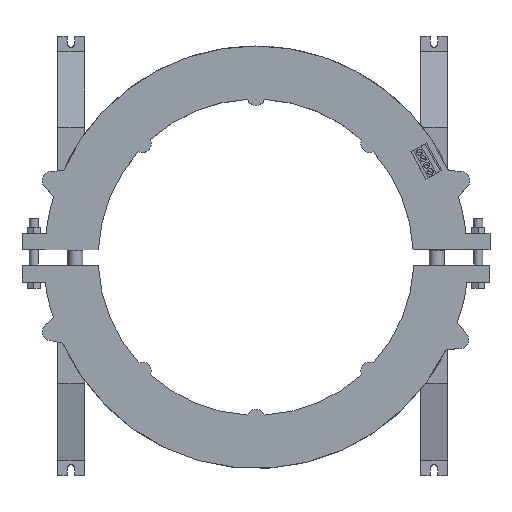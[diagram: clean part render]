
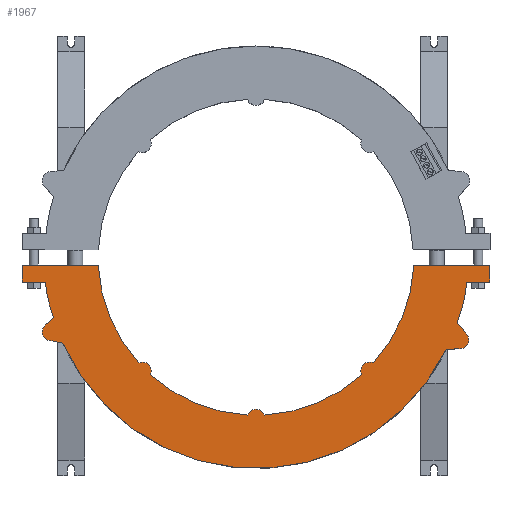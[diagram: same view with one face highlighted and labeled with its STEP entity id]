
A CAD part, top view. The second image highlights one B-rep face of the part: STEP entity #1967.
In plain terms, the highlighted planar face has unit normal (0, 0, 1).
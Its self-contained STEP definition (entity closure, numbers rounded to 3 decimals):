
#912=CARTESIAN_POINT('',(141.579,123.068,36.0));
#913=VERTEX_POINT('',#912);
#928=CARTESIAN_POINT('',(156.857,123.068,36.0));
#929=VERTEX_POINT('',#928);
#936=CARTESIAN_POINT('',(141.579,123.068,36.0));
#937=DIRECTION('',(1.0,0.0,0.0));
#938=VECTOR('',#937,15.278);
#939=LINE('',#936,#938);
#940=EDGE_CURVE('',#913,#929,#939,.T.);
#950=CARTESIAN_POINT('',(156.857,134.068,36.0));
#951=VERTEX_POINT('',#950);
#952=CARTESIAN_POINT('',(156.857,123.068,36.0));
#953=DIRECTION('',(0.0,1.0,0.0));
#954=VECTOR('',#953,11.0);
#955=LINE('',#952,#954);
#956=EDGE_CURVE('',#929,#951,#955,.T.);
#982=CARTESIAN_POINT('',(135.066,96.388,36.0));
#983=VERTEX_POINT('',#982);
#984=CARTESIAN_POINT('',(43.49,132.88,36.0));
#985=DIRECTION('',(0.0,0.0,-1.0));
#986=DIRECTION('',(0.983,-0.183,0.0));
#987=AXIS2_PLACEMENT_3D('',#984,#985,#986);
#988=CIRCLE('',#987,98.579);
#989=EDGE_CURVE('',#913,#983,#988,.T.);
#1022=CARTESIAN_POINT('',(106.594,134.068,36.0));
#1023=VERTEX_POINT('',#1022);
#1030=CARTESIAN_POINT('',(156.857,134.068,36.0));
#1031=DIRECTION('',(-1.0,0.0,0.0));
#1032=VECTOR('',#1031,50.263);
#1033=LINE('',#1030,#1032);
#1034=EDGE_CURVE('',#951,#1023,#1033,.T.);
#1071=CARTESIAN_POINT('',(136.138,79.062,36.0));
#1072=VERTEX_POINT('',#1071);
#1079=CARTESIAN_POINT('',(127.883,78.606,36.0));
#1080=VERTEX_POINT('',#1079);
#1081=CARTESIAN_POINT('',(136.138,79.062,36.0));
#1082=DIRECTION('',(-0.998,-0.055,0.0));
#1083=VECTOR('',#1082,8.268);
#1084=LINE('',#1081,#1083);
#1085=EDGE_CURVE('',#1072,#1080,#1084,.T.);
#1111=CARTESIAN_POINT('',(-125.233,82.762,36.0));
#1112=VERTEX_POINT('',#1111);
#1113=CARTESIAN_POINT('',(2.292,139.599,36.0));
#1114=DIRECTION('',(0.0,0.0,-1.0));
#1115=DIRECTION('',(-0.016,-1.,0.0));
#1116=AXIS2_PLACEMENT_3D('',#1113,#1114,#1115);
#1117=CIRCLE('',#1116,139.618);
#1118=EDGE_CURVE('',#1080,#1112,#1117,.T.);
#1177=CARTESIAN_POINT('',(-67.424,61.863,36.0));
#1178=VERTEX_POINT('',#1177);
#1179=CARTESIAN_POINT('',(-3.27,35.267,36.0));
#1180=VERTEX_POINT('',#1179);
#1181=CARTESIAN_POINT('',(2.352,139.499,36.0));
#1182=DIRECTION('',(0.0,0.0,1.0));
#1183=DIRECTION('',(-0.383,-0.924,0.0));
#1184=AXIS2_PLACEMENT_3D('',#1181,#1182,#1183);
#1185=CIRCLE('',#1184,104.384);
#1186=EDGE_CURVE('',#1178,#1180,#1185,.T.);
#1219=CARTESIAN_POINT('',(7.86,35.261,36.0));
#1220=VERTEX_POINT('',#1219);
#1221=CARTESIAN_POINT('',(2.294,33.132,36.0));
#1222=DIRECTION('',(0.0,0.0,-1.0));
#1223=DIRECTION('',(0.001,1.,0.0));
#1224=AXIS2_PLACEMENT_3D('',#1221,#1222,#1223);
#1225=CIRCLE('',#1224,5.959);
#1226=EDGE_CURVE('',#1180,#1220,#1225,.T.);
#1252=CARTESIAN_POINT('',(72.045,61.79,36.0));
#1253=VERTEX_POINT('',#1252);
#1254=CARTESIAN_POINT('',(2.352,139.499,36.0));
#1255=DIRECTION('',(0.0,0.0,1.0));
#1256=DIRECTION('',(0.382,-0.924,0.0));
#1257=AXIS2_PLACEMENT_3D('',#1254,#1255,#1256);
#1258=CIRCLE('',#1257,104.384);
#1259=EDGE_CURVE('',#1220,#1253,#1258,.T.);
#1285=CARTESIAN_POINT('',(79.953,69.685,36.0));
#1286=VERTEX_POINT('',#1285);
#1287=CARTESIAN_POINT('',(77.464,64.27,36.0));
#1288=DIRECTION('',(0.0,0.0,-1.0));
#1289=DIRECTION('',(-0.707,0.708,0.0));
#1290=AXIS2_PLACEMENT_3D('',#1287,#1288,#1289);
#1291=CIRCLE('',#1290,5.959);
#1292=EDGE_CURVE('',#1253,#1286,#1291,.T.);
#1318=CARTESIAN_POINT('',(2.352,139.499,36.0));
#1319=DIRECTION('',(0.0,0.0,1.0));
#1320=DIRECTION('',(0.924,-0.382,0.0));
#1321=AXIS2_PLACEMENT_3D('',#1318,#1319,#1320);
#1322=CIRCLE('',#1321,104.384);
#1323=EDGE_CURVE('',#1286,#1023,#1322,.T.);
#1342=CARTESIAN_POINT('',(140.803,89.48,36.0));
#1343=VERTEX_POINT('',#1342);
#1344=CARTESIAN_POINT('',(135.066,96.388,36.0));
#1345=DIRECTION('',(0.639,-0.769,0.0));
#1346=VECTOR('',#1345,8.981);
#1347=LINE('',#1344,#1346);
#1348=EDGE_CURVE('',#983,#1343,#1347,.T.);
#1373=CARTESIAN_POINT('',(136.901,84.974,36.0));
#1374=DIRECTION('',(0.0,0.0,-1.0));
#1375=DIRECTION('',(0.913,-0.409,0.0));
#1376=AXIS2_PLACEMENT_3D('',#1373,#1374,#1375);
#1377=CIRCLE('',#1376,5.961);
#1378=EDGE_CURVE('',#1343,#1072,#1377,.T.);
#1406=CARTESIAN_POINT('',(-133.158,84.4,36.0));
#1407=VERTEX_POINT('',#1406);
#1408=CARTESIAN_POINT('',(-125.233,82.762,36.0));
#1409=DIRECTION('',(-0.979,0.202,0.0));
#1410=VECTOR('',#1409,8.092);
#1411=LINE('',#1408,#1410);
#1412=EDGE_CURVE('',#1112,#1407,#1411,.T.);
#1444=CARTESIAN_POINT('',(-136.091,95.403,36.0));
#1445=VERTEX_POINT('',#1444);
#1446=CARTESIAN_POINT('',(-132.921,90.355,36.0));
#1447=DIRECTION('',(0.0,0.0,-1.0));
#1448=DIRECTION('',(-0.966,-0.258,0.0));
#1449=AXIS2_PLACEMENT_3D('',#1446,#1447,#1448);
#1450=CIRCLE('',#1449,5.96);
#1451=EDGE_CURVE('',#1407,#1445,#1450,.T.);
#1477=CARTESIAN_POINT('',(-131.458,99.527,36.0));
#1478=VERTEX_POINT('',#1477);
#1479=CARTESIAN_POINT('',(-136.091,95.403,36.0));
#1480=DIRECTION('',(0.747,0.665,0.0));
#1481=VECTOR('',#1480,6.202);
#1482=LINE('',#1479,#1481);
#1483=EDGE_CURVE('',#1445,#1478,#1482,.T.);
#1510=CARTESIAN_POINT('',(-136.884,123.068,36.0));
#1511=VERTEX_POINT('',#1510);
#1526=CARTESIAN_POINT('',(-41.015,132.768,36.0));
#1527=DIRECTION('',(0.0,0.0,-1.0));
#1528=DIRECTION('',(-0.986,-0.169,0.0));
#1529=AXIS2_PLACEMENT_3D('',#1526,#1527,#1528);
#1530=CIRCLE('',#1529,96.358);
#1531=EDGE_CURVE('',#1478,#1511,#1530,.T.);
#1541=CARTESIAN_POINT('',(-101.891,134.068,36.0));
#1542=VERTEX_POINT('',#1541);
#1543=CARTESIAN_POINT('',(-75.281,69.721,36.0));
#1544=VERTEX_POINT('',#1543);
#1545=CARTESIAN_POINT('',(2.352,139.499,36.0));
#1546=DIRECTION('',(0.0,0.0,1.0));
#1547=DIRECTION('',(-0.924,-0.382,0.0));
#1548=AXIS2_PLACEMENT_3D('',#1545,#1546,#1547);
#1549=CIRCLE('',#1548,104.384);
#1550=EDGE_CURVE('',#1542,#1544,#1549,.T.);
#1583=CARTESIAN_POINT('',(-72.876,64.268,36.0));
#1584=DIRECTION('',(0.0,0.0,-1.0));
#1585=DIRECTION('',(0.707,0.707,0.0));
#1586=AXIS2_PLACEMENT_3D('',#1583,#1584,#1585);
#1587=CIRCLE('',#1586,5.959);
#1588=EDGE_CURVE('',#1544,#1178,#1587,.T.);
#1901=CARTESIAN_POINT('',(-152.277,123.068,36.0));
#1902=VERTEX_POINT('',#1901);
#1903=CARTESIAN_POINT('',(-136.884,123.068,36.0));
#1904=DIRECTION('',(-1.0,0.0,0.0));
#1905=VECTOR('',#1904,15.393);
#1906=LINE('',#1903,#1905);
#1907=EDGE_CURVE('',#1511,#1902,#1906,.T.);
#1926=CARTESIAN_POINT('',(-133.646,128.568,36.0));
#1927=DIRECTION('',(0.0,0.0,1.0));
#1928=DIRECTION('',(-1.0,0.0,0.0));
#1929=AXIS2_PLACEMENT_3D('',#1926,#1927,#1928);
#1930=PLANE('',#1929);
#1931=ORIENTED_EDGE('',*,*,#1034,.T.);
#1932=ORIENTED_EDGE('',*,*,#1323,.F.);
#1933=ORIENTED_EDGE('',*,*,#1292,.F.);
#1934=ORIENTED_EDGE('',*,*,#1259,.F.);
#1935=ORIENTED_EDGE('',*,*,#1226,.F.);
#1936=ORIENTED_EDGE('',*,*,#1186,.F.);
#1937=ORIENTED_EDGE('',*,*,#1588,.F.);
#1938=ORIENTED_EDGE('',*,*,#1550,.F.);
#1939=CARTESIAN_POINT('',(-152.277,134.068,36.0));
#1940=VERTEX_POINT('',#1939);
#1941=CARTESIAN_POINT('',(-152.277,134.068,36.0));
#1942=DIRECTION('',(1.0,0.0,0.0));
#1943=VECTOR('',#1942,50.386);
#1944=LINE('',#1941,#1943);
#1945=EDGE_CURVE('',#1940,#1542,#1944,.T.);
#1946=ORIENTED_EDGE('',*,*,#1945,.F.);
#1947=CARTESIAN_POINT('',(-152.277,123.068,36.0));
#1948=DIRECTION('',(0.0,1.0,0.0));
#1949=VECTOR('',#1948,11.0);
#1950=LINE('',#1947,#1949);
#1951=EDGE_CURVE('',#1902,#1940,#1950,.T.);
#1952=ORIENTED_EDGE('',*,*,#1951,.F.);
#1953=ORIENTED_EDGE('',*,*,#1907,.F.);
#1954=ORIENTED_EDGE('',*,*,#1531,.F.);
#1955=ORIENTED_EDGE('',*,*,#1483,.F.);
#1956=ORIENTED_EDGE('',*,*,#1451,.F.);
#1957=ORIENTED_EDGE('',*,*,#1412,.F.);
#1958=ORIENTED_EDGE('',*,*,#1118,.F.);
#1959=ORIENTED_EDGE('',*,*,#1085,.F.);
#1960=ORIENTED_EDGE('',*,*,#1378,.F.);
#1961=ORIENTED_EDGE('',*,*,#1348,.F.);
#1962=ORIENTED_EDGE('',*,*,#989,.F.);
#1963=ORIENTED_EDGE('',*,*,#940,.T.);
#1964=ORIENTED_EDGE('',*,*,#956,.T.);
#1965=EDGE_LOOP('',(#1931,#1932,#1933,#1934,#1935,#1936,#1937,#1938,#1946,#1952,#1953,#1954,#1955,#1956,#1957,#1958,#1959,#1960,#1961,#1962,#1963,#1964));
#1966=FACE_OUTER_BOUND('',#1965,.T.);
#1967=ADVANCED_FACE('',(#1966),#1930,.T.);
